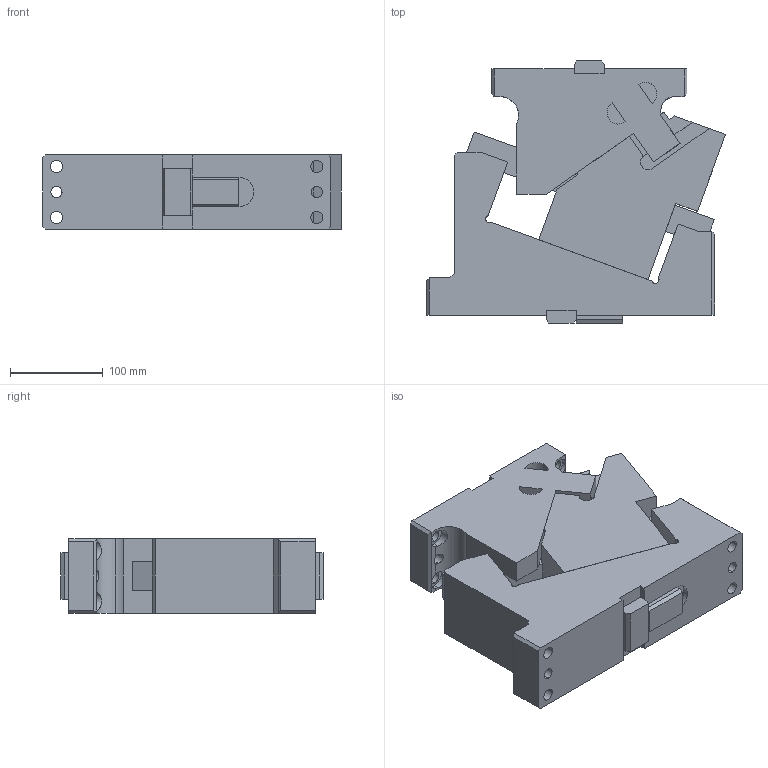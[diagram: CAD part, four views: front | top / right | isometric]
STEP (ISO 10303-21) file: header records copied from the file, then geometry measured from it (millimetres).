
FILE_DESCRIPTION(('CATIA V5 STEP Exchange'),'2;1');
FILE_NAME('CDCP_80_20_60.stp','2016-09-23T14:34:39+00:00',('none'),('none'),'CATIA Version 5 Release 20 GA (IN-10)','CATIA V5 STEP AP203','none');
FILE_SCHEMA(('CONFIG_CONTROL_DESIGN'));
Length unit declared in the file: millimetre
Products named in the file (1): CDCP-80-20-60
Bounding box: 321.5 x 282 x 80 mm (x, y, z)
Volume: 4940857.6 mm3; surface area: 383171.2 mm2
Topology: 3 solids, 3 shells, 198 faces, 562 edges, 369 vertices
Faces by surface type: plane 135, cylinder 63
Entity records: 6936 total; most frequent: CARTESIAN_POINT 1896, ORIENTED_EDGE 1124, DIRECTION 861, EDGE_CURVE 562, VECTOR 402, LINE 402, VERTEX_POINT 369, AXIS2_PLACEMENT_3D 283
